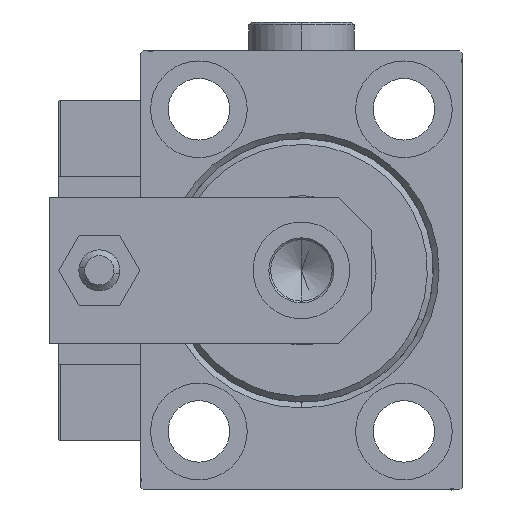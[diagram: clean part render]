
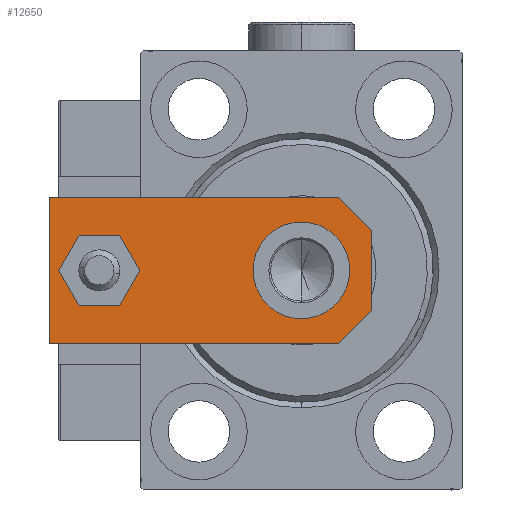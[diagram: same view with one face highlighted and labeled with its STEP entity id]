
A CAD part, left-side view. The second image highlights one B-rep face of the part: STEP entity #12650.
In plain terms, the highlighted face is planar.
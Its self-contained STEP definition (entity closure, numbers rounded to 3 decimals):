
#194 = DIRECTION ( 'NONE',  ( 0., 0., 1. ) ) ;
#475 = EDGE_CURVE ( 'NONE', #4506, #29297, #46956, .T. ) ;
#652 = FACE_BOUND ( 'NONE', #36777, .T. ) ;
#1397 = CARTESIAN_POINT ( 'NONE',  ( 6.84, 0., 6. ) ) ;
#1731 = EDGE_CURVE ( 'NONE', #6758, #44020, #42596, .T. ) ;
#2567 = CIRCLE ( 'NONE', #20031, 8.25 ) ;
#2849 = CARTESIAN_POINT ( 'NONE',  ( 12.5, 55., 6. ) ) ;
#3396 = DIRECTION ( 'NONE',  ( 0., 0., 1. ) ) ;
#4010 = LINE ( 'NONE', #10816, #46933 ) ;
#4506 = VERTEX_POINT ( 'NONE', #33830 ) ;
#4607 = VECTOR ( 'NONE', #40616, 1000. ) ;
#4865 = DIRECTION ( 'NONE',  ( 1., 0., 0. ) ) ;
#6682 = EDGE_CURVE ( 'NONE', #29297, #31034, #4010, .T. ) ;
#6758 = VERTEX_POINT ( 'NONE', #36268 ) ;
#6992 = VERTEX_POINT ( 'NONE', #17790 ) ;
#7277 = CARTESIAN_POINT ( 'NONE',  ( 0., 12., 6. ) ) ;
#8270 = EDGE_CURVE ( 'NONE', #32877, #17013, #21322, .T. ) ;
#8473 = PLANE ( 'NONE',  #47047 ) ;
#8984 = DIRECTION ( 'NONE',  ( 1., 0., 0. ) ) ;
#9146 = CARTESIAN_POINT ( 'NONE',  ( -12.5, 0., 6. ) ) ;
#9810 = EDGE_CURVE ( 'NONE', #46907, #32877, #50344, .T. ) ;
#10067 = ORIENTED_EDGE ( 'NONE', *, *, #43599, .F. ) ;
#10816 = CARTESIAN_POINT ( 'NONE',  ( -3.42, -3.42, 6. ) ) ;
#11286 = DIRECTION ( 'NONE',  ( 0., -1., 0. ) ) ;
#11691 = DIRECTION ( 'NONE',  ( 0., 0., 1. ) ) ;
#12650 = ADVANCED_FACE ( 'NONE', ( #652, #24321, #36038 ), #8473, .T. ) ;
#14633 = DIRECTION ( 'NONE',  ( 0.707, 0.707, 0. ) ) ;
#15124 = VERTEX_POINT ( 'NONE', #33167 ) ;
#16423 = ORIENTED_EDGE ( 'NONE', *, *, #475, .T. ) ;
#16565 = AXIS2_PLACEMENT_3D ( 'NONE', #24127, #194, #4865 ) ;
#17013 = VERTEX_POINT ( 'NONE', #2849 ) ;
#17175 = EDGE_LOOP ( 'NONE', ( #38856, #35607 ) ) ;
#17207 = EDGE_CURVE ( 'NONE', #44020, #6758, #2567, .T. ) ;
#17790 = CARTESIAN_POINT ( 'NONE',  ( -4., 46.5, 6. ) ) ;
#19025 = EDGE_CURVE ( 'NONE', #31034, #46907, #48757, .T. ) ;
#19041 = CARTESIAN_POINT ( 'NONE',  ( 3.42, -3.42, 6. ) ) ;
#19064 = DIRECTION ( 'NONE',  ( 1., 0., 0. ) ) ;
#19126 = DIRECTION ( 'NONE',  ( 0.707, -0.707, 0. ) ) ;
#19208 = ORIENTED_EDGE ( 'NONE', *, *, #19025, .T. ) ;
#19278 = DIRECTION ( 'NONE',  ( 1., 0., 0. ) ) ;
#19438 = VECTOR ( 'NONE', #25712, 1000. ) ;
#19499 = DIRECTION ( 'NONE',  ( 1., 0., 0. ) ) ;
#20031 = AXIS2_PLACEMENT_3D ( 'NONE', #7277, #11691, #19499 ) ;
#20333 = CARTESIAN_POINT ( 'NONE',  ( 12.5, 55., 6. ) ) ;
#20744 = ORIENTED_EDGE ( 'NONE', *, *, #31101, .T. ) ;
#21322 = LINE ( 'NONE', #33790, #19438 ) ;
#21867 = ORIENTED_EDGE ( 'NONE', *, *, #36798, .F. ) ;
#22290 = ORIENTED_EDGE ( 'NONE', *, *, #6682, .T. ) ;
#22436 = CARTESIAN_POINT ( 'NONE',  ( 0., 46.5, 6. ) ) ;
#22459 = CARTESIAN_POINT ( 'NONE',  ( -8.25, 12., 6. ) ) ;
#23642 = EDGE_LOOP ( 'NONE', ( #16423, #22290, #19208, #33255, #36356, #20744 ) ) ;
#24127 = CARTESIAN_POINT ( 'NONE',  ( 0., 46.5, 6. ) ) ;
#24321 = FACE_OUTER_BOUND ( 'NONE', #23642, .T. ) ;
#25712 = DIRECTION ( 'NONE',  ( 0., 1., 0. ) ) ;
#26807 = CARTESIAN_POINT ( 'NONE',  ( 0., 12., 6. ) ) ;
#28204 = CIRCLE ( 'NONE', #16565, 4. ) ;
#28636 = LINE ( 'NONE', #20333, #4607 ) ;
#28873 = AXIS2_PLACEMENT_3D ( 'NONE', #22436, #30493, #19064 ) ;
#29297 = VERTEX_POINT ( 'NONE', #41557 ) ;
#29405 = VECTOR ( 'NONE', #14633, 1000. ) ;
#30114 = AXIS2_PLACEMENT_3D ( 'NONE', #26807, #3396, #19278 ) ;
#30493 = DIRECTION ( 'NONE',  ( 0., 0., 1. ) ) ;
#31034 = VERTEX_POINT ( 'NONE', #51123 ) ;
#31101 = EDGE_CURVE ( 'NONE', #17013, #4506, #28636, .T. ) ;
#32877 = VERTEX_POINT ( 'NONE', #36081 ) ;
#33167 = CARTESIAN_POINT ( 'NONE',  ( 4., 46.5, 6. ) ) ;
#33255 = ORIENTED_EDGE ( 'NONE', *, *, #9810, .T. ) ;
#33790 = CARTESIAN_POINT ( 'NONE',  ( 12.5, 0., 6. ) ) ;
#33830 = CARTESIAN_POINT ( 'NONE',  ( -12.5, 55., 6. ) ) ;
#35025 = VECTOR ( 'NONE', #39606, 1000. ) ;
#35607 = ORIENTED_EDGE ( 'NONE', *, *, #1731, .F. ) ;
#35765 = DIRECTION ( 'NONE',  ( 0., 0., 1. ) ) ;
#36038 = FACE_BOUND ( 'NONE', #17175, .T. ) ;
#36081 = CARTESIAN_POINT ( 'NONE',  ( 12.5, 5.66, 6. ) ) ;
#36268 = CARTESIAN_POINT ( 'NONE',  ( 8.25, 12., 6. ) ) ;
#36356 = ORIENTED_EDGE ( 'NONE', *, *, #8270, .T. ) ;
#36777 = EDGE_LOOP ( 'NONE', ( #21867, #10067 ) ) ;
#36798 = EDGE_CURVE ( 'NONE', #6992, #15124, #43889, .T. ) ;
#37517 = VECTOR ( 'NONE', #11286, 1000. ) ;
#38856 = ORIENTED_EDGE ( 'NONE', *, *, #17207, .F. ) ;
#39606 = DIRECTION ( 'NONE',  ( 1., 0., 0. ) ) ;
#40616 = DIRECTION ( 'NONE',  ( -1., 0., 0. ) ) ;
#41557 = CARTESIAN_POINT ( 'NONE',  ( -12.5, 5.66, 6. ) ) ;
#42500 = CARTESIAN_POINT ( 'NONE',  ( -12.5, 55., 6. ) ) ;
#42596 = CIRCLE ( 'NONE', #30114, 8.25 ) ;
#43599 = EDGE_CURVE ( 'NONE', #15124, #6992, #28204, .T. ) ;
#43889 = CIRCLE ( 'NONE', #28873, 4. ) ;
#44020 = VERTEX_POINT ( 'NONE', #22459 ) ;
#46907 = VERTEX_POINT ( 'NONE', #1397 ) ;
#46933 = VECTOR ( 'NONE', #19126, 1000. ) ;
#46956 = LINE ( 'NONE', #42500, #37517 ) ;
#47047 = AXIS2_PLACEMENT_3D ( 'NONE', #48061, #35765, #8984 ) ;
#48061 = CARTESIAN_POINT ( 'NONE',  ( 0., 0., 6. ) ) ;
#48757 = LINE ( 'NONE', #9146, #35025 ) ;
#50344 = LINE ( 'NONE', #19041, #29405 ) ;
#51123 = CARTESIAN_POINT ( 'NONE',  ( -6.84, 0., 6. ) ) ;
